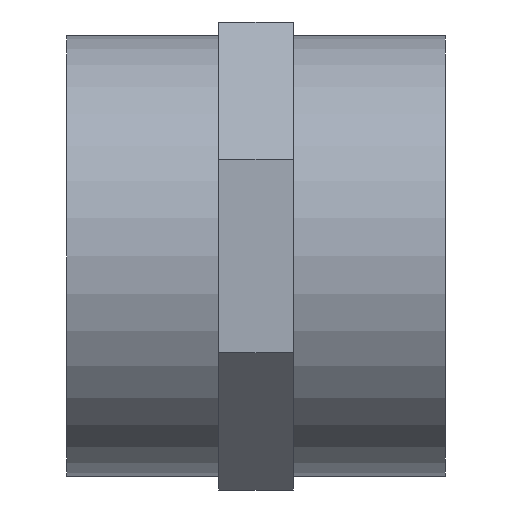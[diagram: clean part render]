
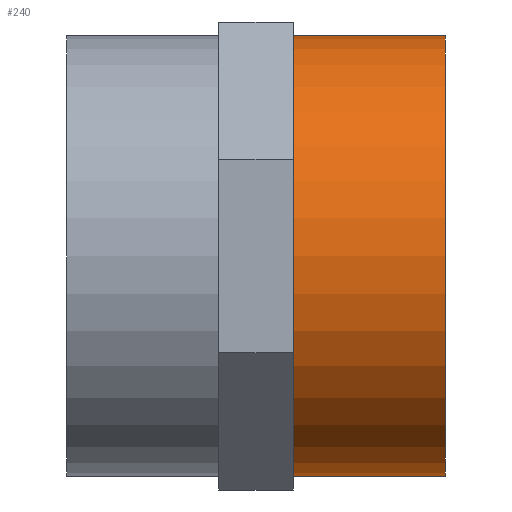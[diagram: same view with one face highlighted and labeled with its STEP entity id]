
A CAD part, front view. The second image highlights one B-rep face of the part: STEP entity #240.
In plain terms, the highlighted cylindrical face has radius 56.5 mm (diameter 113 mm), a full revolution.
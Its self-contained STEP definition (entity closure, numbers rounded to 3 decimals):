
#72=FACE_BOUND($,#95,.T.);
#79=FACE_OUTER_BOUND($,#94,.T.);
#94=EDGE_LOOP($,(#174));
#95=EDGE_LOOP($,(#175));
#116=CIRCLE($,#259,56.5);
#117=CIRCLE($,#260,56.5);
#122=VERTEX_POINT($,#349);
#123=VERTEX_POINT($,#351);
#144=EDGE_CURVE($,#122,#122,#116,.T.);
#145=EDGE_CURVE($,#123,#123,#117,.T.);
#174=ORIENTED_EDGE($,*,*,#144,.F.);
#175=ORIENTED_EDGE($,*,*,#145,.F.);
#234=CYLINDRICAL_SURFACE($,#258,56.5);
#240=ADVANCED_FACE($,(#79,#72),#234,.T.);
#258=AXIS2_PLACEMENT_3D($,#348,#281,#282);
#259=AXIS2_PLACEMENT_3D($,#350,#283,#284);
#260=AXIS2_PLACEMENT_3D($,#352,#285,#286);
#281=DIRECTION('center_axis',(1.,0.,0.));
#282=DIRECTION('ref_axis',(0.,-1.,0.));
#283=DIRECTION('center_axis',(-1.,0.,0.));
#284=DIRECTION('ref_axis',(0.,-1.,0.));
#285=DIRECTION('center_axis',(1.,0.,0.));
#286=DIRECTION('ref_axis',(0.,-1.,0.));
#348=CARTESIAN_POINT('Origin',(200.615,-2.109,0.));
#349=CARTESIAN_POINT('',(210.115,54.391,0.));
#350=CARTESIAN_POINT('Origin',(210.115,-2.109,0.));
#351=CARTESIAN_POINT('',(249.115,54.391,0.));
#352=CARTESIAN_POINT('Origin',(249.115,-2.109,0.));
